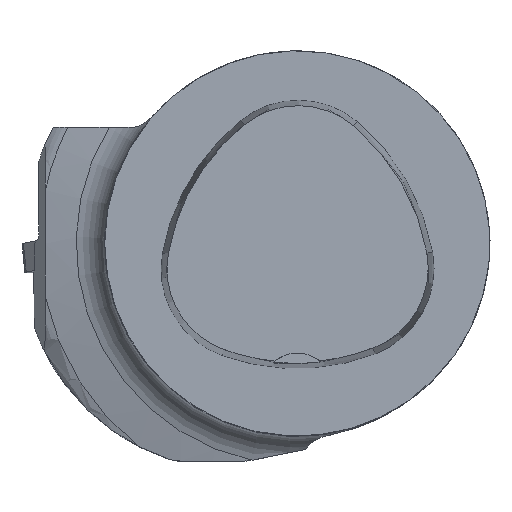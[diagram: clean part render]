
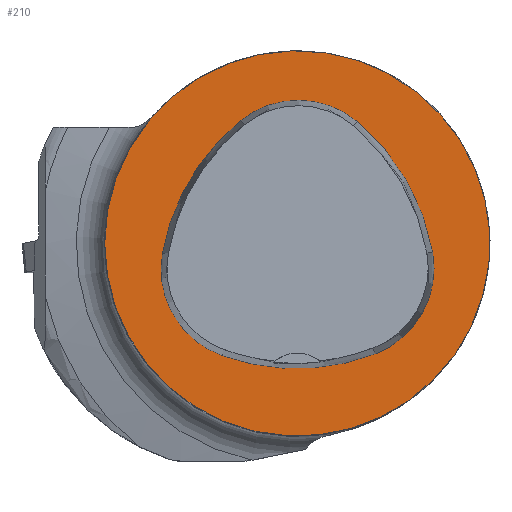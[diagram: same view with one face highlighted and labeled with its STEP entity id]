
A CAD part, top view. The second image highlights one B-rep face of the part: STEP entity #210.
In plain terms, the highlighted planar face has unit normal (0, 0, 1).
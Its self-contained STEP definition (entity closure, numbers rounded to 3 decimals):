
#107=FACE_BOUND('',#416,.T.);
#108=FACE_BOUND('',#417,.T.);
#210=ADVANCED_FACE('',(#107,#108),#258,.T.);
#258=PLANE('',#1685);
#416=EDGE_LOOP('',(#869,#870,#871,#872,#873,#874));
#417=EDGE_LOOP('',(#875));
#514=CIRCLE('',#1615,31.5);
#532=CIRCLE('',#1663,36.);
#534=CIRCLE('',#1666,15.);
#536=CIRCLE('',#1669,36.);
#538=CIRCLE('',#1672,15.);
#542=CIRCLE('',#1677,36.);
#544=CIRCLE('',#1680,15.);
#869=ORIENTED_EDGE('',*,*,#1267,.T.);
#870=ORIENTED_EDGE('',*,*,#1247,.T.);
#871=ORIENTED_EDGE('',*,*,#1251,.T.);
#872=ORIENTED_EDGE('',*,*,#1254,.T.);
#873=ORIENTED_EDGE('',*,*,#1257,.T.);
#874=ORIENTED_EDGE('',*,*,#1265,.T.);
#875=ORIENTED_EDGE('',*,*,#1213,.F.);
#1052=VERTEX_POINT('',#2516);
#1067=VERTEX_POINT('',#2630);
#1068=VERTEX_POINT('',#2631);
#1071=VERTEX_POINT('',#2639);
#1073=VERTEX_POINT('',#2645);
#1075=VERTEX_POINT('',#2651);
#1082=VERTEX_POINT('',#2672);
#1213=EDGE_CURVE('',#1052,#1052,#514,.T.);
#1247=EDGE_CURVE('',#1067,#1068,#532,.T.);
#1251=EDGE_CURVE('',#1068,#1071,#534,.T.);
#1254=EDGE_CURVE('',#1071,#1073,#536,.T.);
#1257=EDGE_CURVE('',#1073,#1075,#538,.T.);
#1265=EDGE_CURVE('',#1075,#1082,#542,.T.);
#1267=EDGE_CURVE('',#1082,#1067,#544,.T.);
#1615=AXIS2_PLACEMENT_3D('',#2515,#1898,#1899);
#1663=AXIS2_PLACEMENT_3D('',#2629,#2005,#2006);
#1666=AXIS2_PLACEMENT_3D('',#2638,#2013,#2014);
#1669=AXIS2_PLACEMENT_3D('',#2644,#2020,#2021);
#1672=AXIS2_PLACEMENT_3D('',#2650,#2027,#2028);
#1677=AXIS2_PLACEMENT_3D('',#2673,#2039,#2040);
#1680=AXIS2_PLACEMENT_3D('',#2676,#2045,#2046);
#1685=AXIS2_PLACEMENT_3D('',#2681,#2055,#2056);
#1898=DIRECTION('',(0.,0.,-1.));
#1899=DIRECTION('',(-1.,0.,0.));
#2005=DIRECTION('',(0.,0.,-1.));
#2006=DIRECTION('',(-1.,0.,0.));
#2013=DIRECTION('',(0.,0.,-1.));
#2014=DIRECTION('',(-1.,0.,0.));
#2020=DIRECTION('',(0.,0.,-1.));
#2021=DIRECTION('',(-1.,0.,0.));
#2027=DIRECTION('',(0.,0.,-1.));
#2028=DIRECTION('',(-1.,0.,0.));
#2039=DIRECTION('',(0.,0.,-1.));
#2040=DIRECTION('',(-1.,0.,0.));
#2045=DIRECTION('',(0.,0.,-1.));
#2046=DIRECTION('',(-1.,0.,0.));
#2055=DIRECTION('',(0.,0.,1.));
#2056=DIRECTION('',(1.,0.,0.));
#2515=CARTESIAN_POINT('',(0.,0.,0.));
#2516=CARTESIAN_POINT('',(-31.5,0.,0.));
#2629=CARTESIAN_POINT('',(13.398,-7.893,0.));
#2630=CARTESIAN_POINT('',(-22.041,-1.562,0.));
#2631=CARTESIAN_POINT('',(-9.317,20.036,0.));
#2638=CARTESIAN_POINT('',(0.148,8.399,0.));
#2639=CARTESIAN_POINT('',(9.779,19.898,0.));
#2644=CARTESIAN_POINT('',(-13.337,-7.7,0.));
#2645=CARTESIAN_POINT('',(22.122,-1.48,0.));
#2650=CARTESIAN_POINT('',(7.347,-4.071,0.));
#2651=CARTESIAN_POINT('',(12.693,-18.087,0.));
#2672=CARTESIAN_POINT('',(-12.373,-18.307,0.));
#2673=CARTESIAN_POINT('',(-0.137,15.55,0.));
#2676=CARTESIAN_POINT('',(-7.275,-4.2,0.));
#2681=CARTESIAN_POINT('',(0.,0.,0.));
